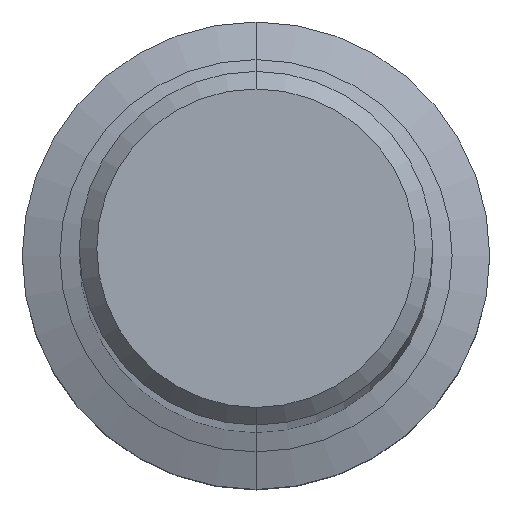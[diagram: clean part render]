
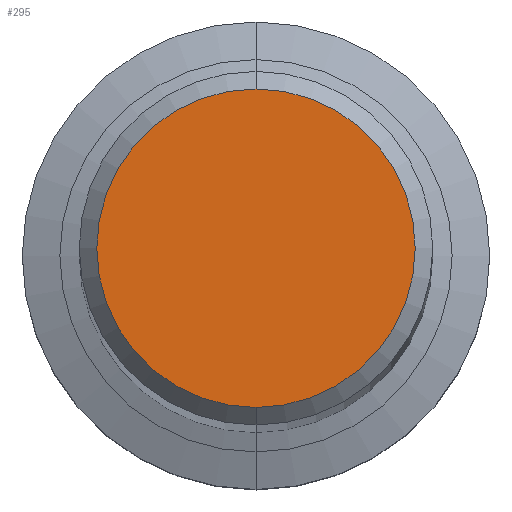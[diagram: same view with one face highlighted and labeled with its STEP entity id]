
A CAD part, top view. The second image highlights one B-rep face of the part: STEP entity #295.
In plain terms, the highlighted planar face has unit normal (0, 0, 1).
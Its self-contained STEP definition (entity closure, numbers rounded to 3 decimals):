
#275=EDGE_CURVE('',#285,#347,#640,.T.);
#285=VERTEX_POINT('',#652);
#295=ADVANCED_FACE('',(#665),#666,.T.);
#327=EDGE_CURVE('',#347,#285,#704,.T.);
#347=VERTEX_POINT('',#725);
#640=CIRCLE('',#1105,5.45);
#652=CARTESIAN_POINT('',(0.0,5.45,0.0));
#665=FACE_OUTER_BOUND('',#1134,.T.);
#666=PLANE('',#1135);
#704=CIRCLE('',#1182,5.45);
#725=CARTESIAN_POINT('',(0.,-5.45,0.0));
#1105=AXIS2_PLACEMENT_3D('',#1799,#1800,#1801);
#1134=EDGE_LOOP('',(#1843,#1844));
#1135=AXIS2_PLACEMENT_3D('',#1845,#1846,#1847);
#1182=AXIS2_PLACEMENT_3D('',#1926,#1927,#1928);
#1799=CARTESIAN_POINT('',(0.0,0.0,0.0));
#1800=DIRECTION('',(0.0,0.0,-1.0));
#1801=DIRECTION('',(0.0,1.0,0.0));
#1843=ORIENTED_EDGE('',*,*,#275,.F.);
#1844=ORIENTED_EDGE('',*,*,#327,.F.);
#1845=CARTESIAN_POINT('',(0.0,2.725,0.0));
#1846=DIRECTION('',(-0.0,0.0,1.0));
#1847=DIRECTION('',(0.0,-1.0,0.0));
#1926=CARTESIAN_POINT('',(0.0,0.0,0.0));
#1927=DIRECTION('',(0.0,0.0,-1.0));
#1928=DIRECTION('',(0.0,1.0,0.0));
